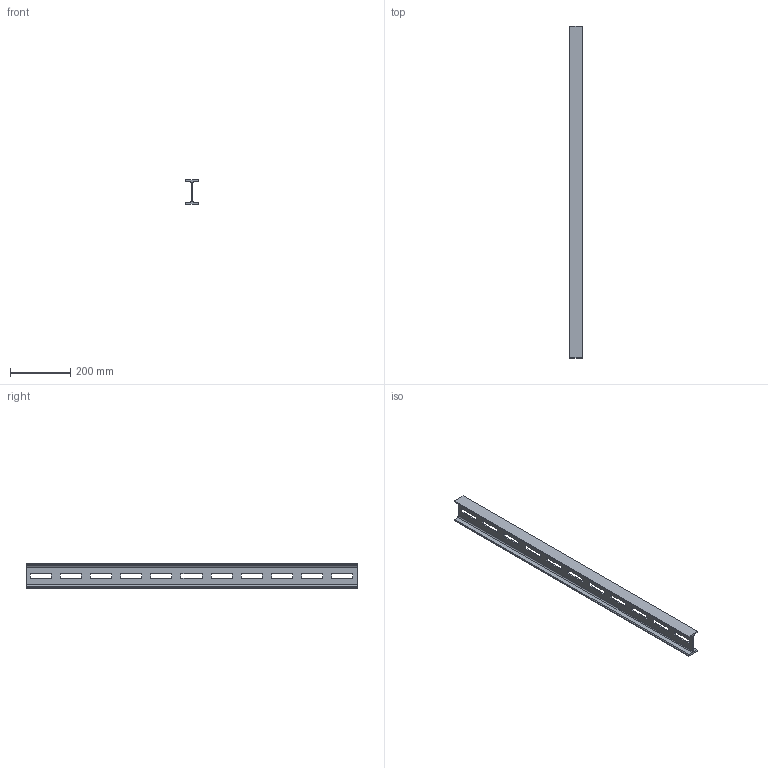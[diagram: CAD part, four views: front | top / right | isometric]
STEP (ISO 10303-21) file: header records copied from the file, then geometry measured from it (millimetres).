
FILE_DESCRIPTION((''),'2;1');
FILE_NAME('6337120','2012-07-18T',('AndreasKeweloh'),(''),'PRO/ENGINEER BY PARAMETRIC TECHNOLOGY CORPORATION, 2012130','PRO/ENGINEER BY PARAMETRIC TECHNOLOGY CORPORATION, 2012130','');
FILE_SCHEMA(('CONFIG_CONTROL_DESIGN'));
Length unit declared in the file: millimetre
Products named in the file (1): 6337120
Bounding box: 42 x 1100 x 80 mm (x, y, z)
Volume: 777688.8 mm3; surface area: 320015.3 mm2
Topology: 1 solids, 1 shells, 66 faces, 192 edges, 128 vertices
Faces by surface type: plane 58, cylinder 8
Entity records: 2234 total; most frequent: CARTESIAN_POINT 386, ORIENTED_EDGE 384, DIRECTION 340, EDGE_CURVE 192, VECTOR 176, LINE 176, VERTEX_POINT 128, EDGE_LOOP 88
